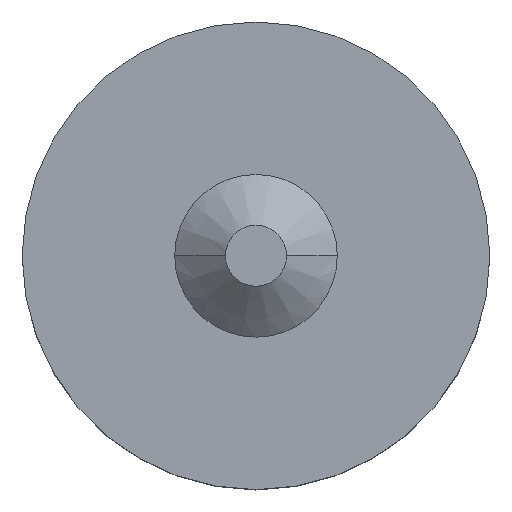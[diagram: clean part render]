
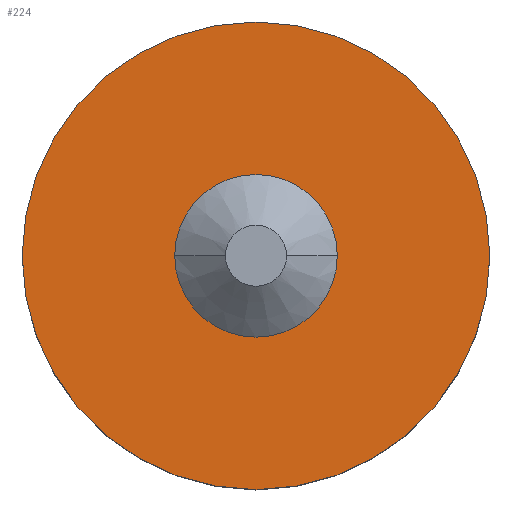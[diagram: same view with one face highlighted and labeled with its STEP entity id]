
A CAD part, top view. The second image highlights one B-rep face of the part: STEP entity #224.
In plain terms, the highlighted planar face has unit normal (0, 0, 1).
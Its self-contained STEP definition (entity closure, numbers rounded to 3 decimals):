
#94=CARTESIAN_POINT('',(0.,0.,53.));
#95=DIRECTION('',(0.,0.,1.));
#96=DIRECTION('',(1.,0.,0.));
#97=AXIS2_PLACEMENT_3D('',#94,#95,#96);
#99=CARTESIAN_POINT('',(0.,0.,53.));
#100=DIRECTION('',(0.,0.,1.));
#101=DIRECTION('',(-1.,0.,0.));
#102=AXIS2_PLACEMENT_3D('',#99,#100,#101);
#104=CARTESIAN_POINT('',(0.,0.,53.));
#105=DIRECTION('',(0.,0.,-1.));
#106=DIRECTION('',(-1.,0.,0.));
#107=AXIS2_PLACEMENT_3D('',#104,#105,#106);
#109=CARTESIAN_POINT('',(0.,0.,53.));
#110=DIRECTION('',(0.,0.,-1.));
#111=DIRECTION('',(1.,0.,0.));
#112=AXIS2_PLACEMENT_3D('',#109,#110,#111);
#136=CARTESIAN_POINT('',(57.5,0.,53.));
#137=CARTESIAN_POINT('',(-57.5,0.,53.));
#138=VERTEX_POINT('',#136);
#139=VERTEX_POINT('',#137);
#144=CARTESIAN_POINT('',(-20.,0.,53.));
#145=CARTESIAN_POINT('',(20.,0.,53.));
#146=VERTEX_POINT('',#144);
#147=VERTEX_POINT('',#145);
#209=CARTESIAN_POINT('',(0.,0.,53.));
#210=DIRECTION('',(0.,0.,1.));
#211=DIRECTION('',(1.,0.,0.));
#212=AXIS2_PLACEMENT_3D('',#209,#210,#211);
#213=PLANE('',#212);
#214=ORIENTED_EDGE('',*,*,#175,.F.);
#215=ORIENTED_EDGE('',*,*,#196,.F.);
#216=EDGE_LOOP('',(#214,#215));
#217=FACE_OUTER_BOUND('',#216,.F.);
#219=ORIENTED_EDGE('',*,*,#218,.F.);
#221=ORIENTED_EDGE('',*,*,#220,.F.);
#222=EDGE_LOOP('',(#219,#221));
#223=FACE_BOUND('',#222,.F.);
#224=ADVANCED_FACE('',(#217,#223),#213,.T.);
#98=CIRCLE('',#97,57.5);
#103=CIRCLE('',#102,57.5);
#108=CIRCLE('',#107,20.);
#113=CIRCLE('',#112,20.);
#175=EDGE_CURVE('',#138,#139,#98,.T.);
#196=EDGE_CURVE('',#139,#138,#103,.T.);
#218=EDGE_CURVE('',#146,#147,#108,.T.);
#220=EDGE_CURVE('',#147,#146,#113,.T.);
